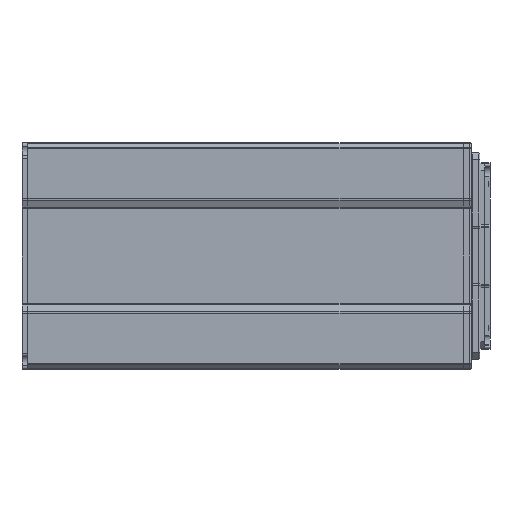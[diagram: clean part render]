
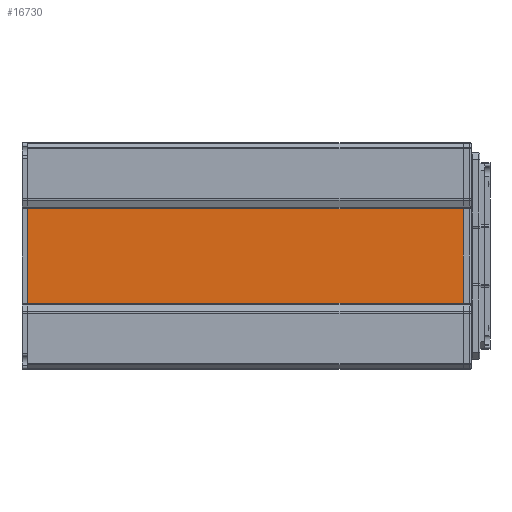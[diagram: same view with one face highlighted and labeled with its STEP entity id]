
A CAD part, left-side view. The second image highlights one B-rep face of the part: STEP entity #16730.
In plain terms, the highlighted planar face has unit normal (-1, 0, 0).
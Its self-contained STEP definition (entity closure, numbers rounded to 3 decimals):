
#933 = EDGE_CURVE ( 'NONE', #13987, #12244, #4012, .T. ) ;
#2318 = VECTOR ( 'NONE', #4242, 1000. ) ;
#2998 = VECTOR ( 'NONE', #14509, 1000. ) ;
#3507 = PLANE ( 'NONE',  #9566 ) ;
#3540 = VERTEX_POINT ( 'NONE', #23768 ) ;
#4012 = LINE ( 'NONE', #22137, #12040 ) ;
#4242 = DIRECTION ( 'NONE',  ( 0., -1., 0. ) ) ;
#4275 = CARTESIAN_POINT ( 'NONE',  ( -57.7, 342.1, -35.292 ) ) ;
#4635 = DIRECTION ( 'NONE',  ( 0., 0., 1. ) ) ;
#5615 = ORIENTED_EDGE ( 'NONE', *, *, #13860, .F. ) ;
#6316 = FACE_OUTER_BOUND ( 'NONE', #18560, .T. ) ;
#6766 = CARTESIAN_POINT ( 'NONE',  ( -57.7, 342.1, -35.292 ) ) ;
#7024 = CARTESIAN_POINT ( 'NONE',  ( -57.7, 16.1, -35.292 ) ) ;
#9140 = CARTESIAN_POINT ( 'NONE',  ( -57.7, 342.1, 35.292 ) ) ;
#9288 = ORIENTED_EDGE ( 'NONE', *, *, #21091, .F. ) ;
#9566 = AXIS2_PLACEMENT_3D ( 'NONE', #9676, #17449, #17471 ) ;
#9676 = CARTESIAN_POINT ( 'NONE',  ( -57.7, 342.1, -35.292 ) ) ;
#12040 = VECTOR ( 'NONE', #18368, 1000. ) ;
#12244 = VERTEX_POINT ( 'NONE', #7024 ) ;
#13860 = EDGE_CURVE ( 'NONE', #3540, #16919, #21120, .T. ) ;
#13987 = VERTEX_POINT ( 'NONE', #6766 ) ;
#14509 = DIRECTION ( 'NONE',  ( 0., 0., 1. ) ) ;
#16691 = CARTESIAN_POINT ( 'NONE',  ( -57.7, 16.1, 35.292 ) ) ;
#16730 = ADVANCED_FACE ( 'NONE', ( #6316 ), #3507, .F. ) ;
#16919 = VERTEX_POINT ( 'NONE', #16691 ) ;
#17449 = DIRECTION ( 'NONE',  ( 1., 0., 0. ) ) ;
#17471 = DIRECTION ( 'NONE',  ( 0., 0., -1. ) ) ;
#17889 = ORIENTED_EDGE ( 'NONE', *, *, #18259, .T. ) ;
#18259 = EDGE_CURVE ( 'NONE', #12244, #16919, #23235, .T. ) ;
#18368 = DIRECTION ( 'NONE',  ( 0., -1., 0. ) ) ;
#18560 = EDGE_LOOP ( 'NONE', ( #17889, #5615, #9288, #20907 ) ) ;
#20907 = ORIENTED_EDGE ( 'NONE', *, *, #933, .T. ) ;
#21091 = EDGE_CURVE ( 'NONE', #13987, #3540, #22409, .T. ) ;
#21120 = LINE ( 'NONE', #9140, #2318 ) ;
#21531 = CARTESIAN_POINT ( 'NONE',  ( -57.7, 16.1, -35.292 ) ) ;
#22137 = CARTESIAN_POINT ( 'NONE',  ( -57.7, 342.1, -35.292 ) ) ;
#22409 = LINE ( 'NONE', #4275, #2998 ) ;
#22781 = VECTOR ( 'NONE', #4635, 1000. ) ;
#23235 = LINE ( 'NONE', #21531, #22781 ) ;
#23768 = CARTESIAN_POINT ( 'NONE',  ( -57.7, 342.1, 35.292 ) ) ;
